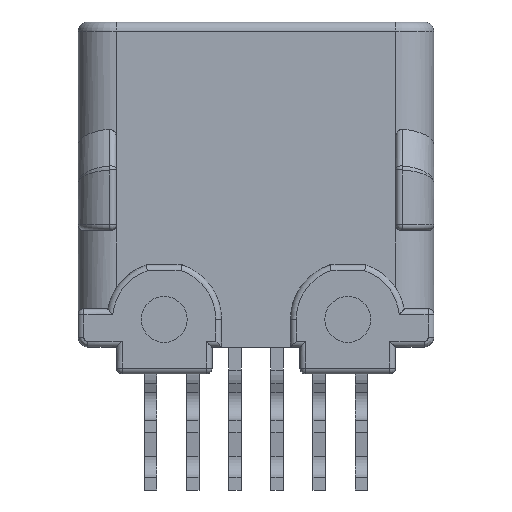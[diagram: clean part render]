
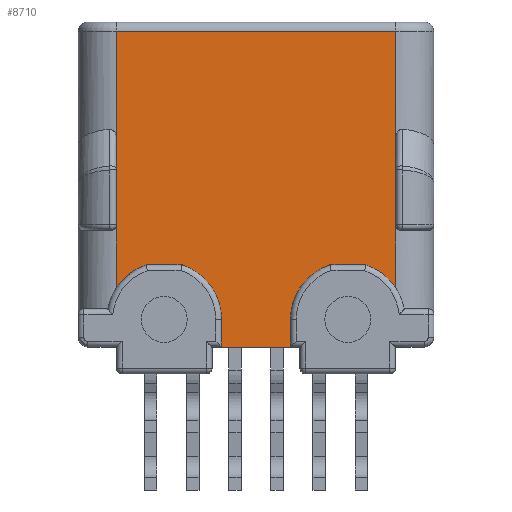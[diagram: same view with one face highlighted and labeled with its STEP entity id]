
A CAD part, front view. The second image highlights one B-rep face of the part: STEP entity #8710.
In plain terms, the highlighted planar face has unit normal (0, -1, 0).
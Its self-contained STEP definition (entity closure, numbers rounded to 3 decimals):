
#680=DIRECTION('',(0.,0.,-1.));
#681=VECTOR('',#680,5.562);
#682=CARTESIAN_POINT('',(-7.3,-5.8,-0.5));
#683=LINE('',#682,#681);
#689=DIRECTION('',(1.,0.,0.));
#690=VECTOR('',#689,14.6);
#691=CARTESIAN_POINT('',(-7.3,-5.8,-0.5));
#692=LINE('',#691,#690);
#693=DIRECTION('',(0.,0.,-1.));
#694=VECTOR('',#693,4.538);
#695=CARTESIAN_POINT('',(7.3,-5.8,-6.062));
#696=LINE('',#695,#694);
#697=CARTESIAN_POINT('',(4.8,-5.8,-15.55));
#698=DIRECTION('',(0.,1.,0.));
#699=DIRECTION('',(0.312,0.,0.95));
#700=AXIS2_PLACEMENT_3D('',#697,#698,#699);
#702=DIRECTION('',(1.,0.,0.));
#703=VECTOR('',#702,1.873);
#704=CARTESIAN_POINT('',(3.863,-5.8,-12.7));
#705=LINE('',#704,#703);
#706=CARTESIAN_POINT('',(4.8,-5.8,-15.55));
#707=DIRECTION('',(0.,1.,0.));
#708=DIRECTION('',(-1.,0.,0.));
#709=AXIS2_PLACEMENT_3D('',#706,#707,#708);
#711=DIRECTION('',(0.,0.,1.));
#712=VECTOR('',#711,1.45);
#713=CARTESIAN_POINT('',(1.8,-5.8,-17.));
#714=LINE('',#713,#712);
#715=DIRECTION('',(0.,0.,1.));
#716=VECTOR('',#715,1.45);
#717=CARTESIAN_POINT('',(-1.8,-5.8,-17.));
#718=LINE('',#717,#716);
#719=CARTESIAN_POINT('',(-4.8,-5.8,-15.55));
#720=DIRECTION('',(0.,1.,0.));
#721=DIRECTION('',(0.312,0.,0.95));
#722=AXIS2_PLACEMENT_3D('',#719,#720,#721);
#724=DIRECTION('',(1.,0.,0.));
#725=VECTOR('',#724,1.873);
#726=CARTESIAN_POINT('',(-5.737,-5.8,-12.7));
#727=LINE('',#726,#725);
#728=CARTESIAN_POINT('',(-4.8,-5.8,-15.55));
#729=DIRECTION('',(0.,1.,0.));
#730=DIRECTION('',(-0.833,0.,0.553));
#731=AXIS2_PLACEMENT_3D('',#728,#729,#730);
#733=DIRECTION('',(0.,0.,1.));
#734=VECTOR('',#733,5.562);
#735=CARTESIAN_POINT('',(7.3,-5.8,-6.062));
#736=LINE('',#735,#734);
#967=DIRECTION('',(0.,0.,1.));
#968=VECTOR('',#967,3.292);
#969=CARTESIAN_POINT('',(7.3,-5.8,-13.892));
#970=LINE('',#969,#968);
#1096=DIRECTION('',(-1.,0.,0.));
#1097=VECTOR('',#1096,3.6);
#1098=CARTESIAN_POINT('',(1.8,-5.8,-17.));
#1099=LINE('',#1098,#1097);
#1441=DIRECTION('',(0.,0.,-1.));
#1442=VECTOR('',#1441,3.292);
#1443=CARTESIAN_POINT('',(-7.3,-5.8,-10.6));
#1444=LINE('',#1443,#1442);
#1656=DIRECTION('',(0.,0.,-1.));
#1657=VECTOR('',#1656,4.538);
#1658=CARTESIAN_POINT('',(-7.3,-5.8,-6.062));
#1659=LINE('',#1658,#1657);
#6332=CARTESIAN_POINT('',(-5.737,-5.8,-12.7));
#6333=CARTESIAN_POINT('',(-3.863,-5.8,-12.7));
#6334=VERTEX_POINT('',#6332);
#6335=VERTEX_POINT('',#6333);
#6336=CARTESIAN_POINT('',(-1.8,-5.8,-15.55));
#6337=VERTEX_POINT('',#6336);
#6370=CARTESIAN_POINT('',(1.8,-5.8,-17.));
#6371=CARTESIAN_POINT('',(-1.8,-5.8,-17.));
#6372=VERTEX_POINT('',#6370);
#6373=VERTEX_POINT('',#6371);
#6526=CARTESIAN_POINT('',(1.8,-5.8,-15.55));
#6527=VERTEX_POINT('',#6526);
#6528=CARTESIAN_POINT('',(3.863,-5.8,-12.7));
#6529=VERTEX_POINT('',#6528);
#6530=CARTESIAN_POINT('',(5.737,-5.8,-12.7));
#6531=VERTEX_POINT('',#6530);
#6532=CARTESIAN_POINT('',(-7.3,-5.8,-13.892));
#6533=VERTEX_POINT('',#6532);
#6534=CARTESIAN_POINT('',(7.3,-5.8,-13.892));
#6535=VERTEX_POINT('',#6534);
#7360=CARTESIAN_POINT('',(-7.3,-5.8,-0.5));
#7361=VERTEX_POINT('',#7360);
#7364=CARTESIAN_POINT('',(7.3,-5.8,-0.5));
#7365=VERTEX_POINT('',#7364);
#7515=CARTESIAN_POINT('',(7.3,-5.8,-6.062));
#7517=VERTEX_POINT('',#7515);
#7526=CARTESIAN_POINT('',(7.3,-5.8,-10.6));
#7527=VERTEX_POINT('',#7526);
#7531=CARTESIAN_POINT('',(-7.3,-5.8,-6.062));
#7533=VERTEX_POINT('',#7531);
#7548=CARTESIAN_POINT('',(-7.3,-5.8,-10.6));
#7549=VERTEX_POINT('',#7548);
#8673=CARTESIAN_POINT('',(9.3,-5.8,0.));
#8674=DIRECTION('',(0.,-1.,0.));
#8675=DIRECTION('',(-1.,0.,0.));
#8676=AXIS2_PLACEMENT_3D('',#8673,#8674,#8675);
#8677=PLANE('',#8676);
#8678=ORIENTED_EDGE('',*,*,#8307,.T.);
#8680=ORIENTED_EDGE('',*,*,#8679,.F.);
#8682=ORIENTED_EDGE('',*,*,#8681,.T.);
#8684=ORIENTED_EDGE('',*,*,#8683,.F.);
#8686=ORIENTED_EDGE('',*,*,#8685,.F.);
#8688=ORIENTED_EDGE('',*,*,#8687,.F.);
#8690=ORIENTED_EDGE('',*,*,#8689,.F.);
#8692=ORIENTED_EDGE('',*,*,#8691,.F.);
#8694=ORIENTED_EDGE('',*,*,#8693,.T.);
#8696=ORIENTED_EDGE('',*,*,#8695,.T.);
#8698=ORIENTED_EDGE('',*,*,#8697,.F.);
#8700=ORIENTED_EDGE('',*,*,#8699,.F.);
#8702=ORIENTED_EDGE('',*,*,#8701,.F.);
#8704=ORIENTED_EDGE('',*,*,#8703,.F.);
#8706=ORIENTED_EDGE('',*,*,#8705,.F.);
#8707=ORIENTED_EDGE('',*,*,#8662,.F.);
#8708=EDGE_LOOP('',(#8678,#8680,#8682,#8684,#8686,#8688,#8690,#8692,#8694,#8696,
#8698,#8700,#8702,#8704,#8706,#8707));
#8709=FACE_OUTER_BOUND('',#8708,.F.);
#701=CIRCLE('',#700,3.);
#710=CIRCLE('',#709,3.);
#723=CIRCLE('',#722,3.);
#732=CIRCLE('',#731,3.);
#8307=EDGE_CURVE('',#7361,#7365,#692,.T.);
#8662=EDGE_CURVE('',#7361,#7533,#683,.T.);
#8679=EDGE_CURVE('',#7517,#7365,#736,.T.);
#8681=EDGE_CURVE('',#7517,#7527,#696,.T.);
#8683=EDGE_CURVE('',#6535,#7527,#970,.T.);
#8685=EDGE_CURVE('',#6531,#6535,#701,.T.);
#8687=EDGE_CURVE('',#6529,#6531,#705,.T.);
#8689=EDGE_CURVE('',#6527,#6529,#710,.T.);
#8691=EDGE_CURVE('',#6372,#6527,#714,.T.);
#8693=EDGE_CURVE('',#6372,#6373,#1099,.T.);
#8695=EDGE_CURVE('',#6373,#6337,#718,.T.);
#8697=EDGE_CURVE('',#6335,#6337,#723,.T.);
#8699=EDGE_CURVE('',#6334,#6335,#727,.T.);
#8701=EDGE_CURVE('',#6533,#6334,#732,.T.);
#8703=EDGE_CURVE('',#7549,#6533,#1444,.T.);
#8705=EDGE_CURVE('',#7533,#7549,#1659,.T.);
#8710=ADVANCED_FACE('',(#8709),#8677,.T.);
